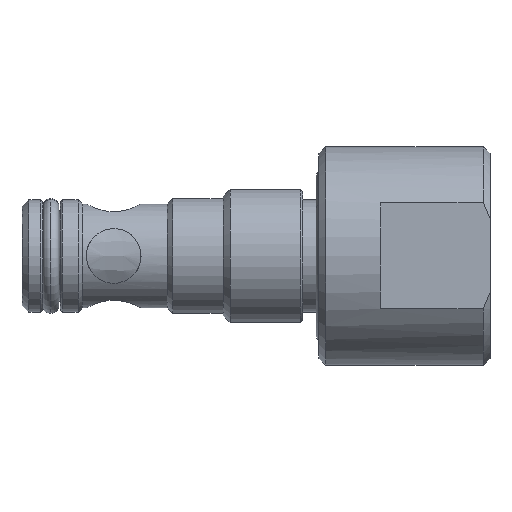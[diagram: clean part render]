
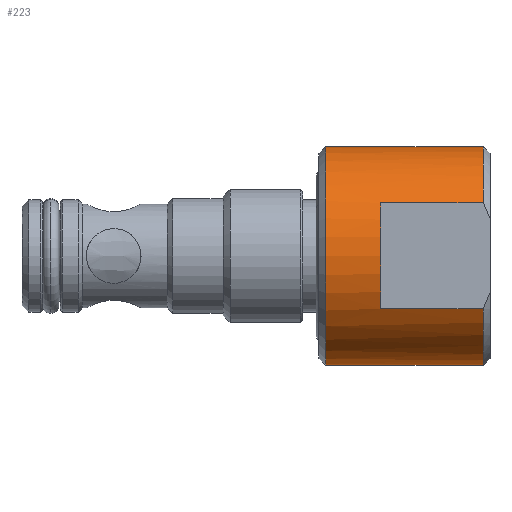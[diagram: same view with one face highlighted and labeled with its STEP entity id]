
A CAD part, top view. The second image highlights one B-rep face of the part: STEP entity #223.
In plain terms, the highlighted cylindrical face has radius 8 mm (diameter 16 mm), a partial arc.
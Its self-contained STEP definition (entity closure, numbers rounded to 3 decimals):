
#223=ADVANCED_FACE('NONE',(#584),#585,.T.);
#584=FACE_OUTER_BOUND('',#1101,.T.);
#585=CYLINDRICAL_SURFACE('',#1102,8.0);
#1101=EDGE_LOOP('',(#3176,#3177,#3178,#3179,#3180,#3181,#3182,#3183));
#1102=AXIS2_PLACEMENT_3D('',#3184,#3185,#3186);
#3176=ORIENTED_EDGE('',*,*,#4441,.T.);
#3177=ORIENTED_EDGE('',*,*,#4442,.T.);
#3178=ORIENTED_EDGE('',*,*,#4443,.T.);
#3179=ORIENTED_EDGE('',*,*,#4444,.T.);
#3180=ORIENTED_EDGE('',*,*,#4445,.F.);
#3181=ORIENTED_EDGE('',*,*,#4446,.T.);
#3182=ORIENTED_EDGE('',*,*,#4423,.T.);
#3183=ORIENTED_EDGE('',*,*,#4447,.F.);
#3184=CARTESIAN_POINT('',(0.0,0.0,0.0));
#3185=DIRECTION('',(-1.0,0.,0.));
#3186=DIRECTION('',(0.0,1.0,0.));
#4423=EDGE_CURVE('NONE',#4997,#4994,#4998,.T.);
#4441=EDGE_CURVE('NONE',#5028,#5029,#5030,.T.);
#4442=EDGE_CURVE('NONE',#5029,#5031,#5032,.T.);
#4443=EDGE_CURVE('NONE',#5031,#5033,#5034,.T.);
#4444=EDGE_CURVE('NONE',#5033,#5035,#5036,.T.);
#4445=EDGE_CURVE('NONE',#5037,#5035,#5038,.T.);
#4446=EDGE_CURVE('NONE',#5037,#4997,#5039,.T.);
#4447=EDGE_CURVE('NONE',#5028,#4994,#5040,.T.);
#4994=VERTEX_POINT('NONE',#5864);
#4997=VERTEX_POINT('NONE',#5868);
#4998=CIRCLE('',#5869,8.0);
#5028=VERTEX_POINT('NONE',#5937);
#5029=VERTEX_POINT('NONE',#5938);
#5030=CIRCLE('',#5939,8.0);
#5031=VERTEX_POINT('NONE',#5940);
#5032=LINE('',#5941,#5942);
#5033=VERTEX_POINT('NONE',#5943);
#5034=CIRCLE('',#5944,8.0);
#5035=VERTEX_POINT('NONE',#5945);
#5036=LINE('',#5946,#5947);
#5037=VERTEX_POINT('NONE',#5948);
#5038=CIRCLE('',#5949,8.0);
#5039=LINE('',#5950,#5951);
#5040=LINE('',#5952,#5953);
#5864=CARTESIAN_POINT('',(-0.5,8.0,0.));
#5868=CARTESIAN_POINT('',(-0.5,3.873,7.0));
#5869=AXIS2_PLACEMENT_3D('',#8675,#8676,#8677);
#5937=CARTESIAN_POINT('',(-12.0,8.0,0.));
#5938=CARTESIAN_POINT('',(-12.0,-8.0,0.));
#5939=AXIS2_PLACEMENT_3D('',#8698,#8699,#8700);
#5940=CARTESIAN_POINT('',(-0.5,-8.0,0.));
#5941=CARTESIAN_POINT('',(0.,-8.0,0.));
#5942=VECTOR('',#8701,1000.0);
#5943=CARTESIAN_POINT('',(-0.5,-3.873,7.0));
#5944=AXIS2_PLACEMENT_3D('',#8702,#8703,#8704);
#5945=CARTESIAN_POINT('',(-8.0,-3.873,7.0));
#5946=CARTESIAN_POINT('',(0.,-3.873,7.0));
#5947=VECTOR('',#8705,1000.0);
#5948=CARTESIAN_POINT('',(-8.0,3.873,7.0));
#5949=AXIS2_PLACEMENT_3D('',#8706,#8707,#8708);
#5950=CARTESIAN_POINT('',(0.,3.873,7.0));
#5951=VECTOR('',#8709,1000.0);
#5952=CARTESIAN_POINT('',(0.0,8.0,0.));
#5953=VECTOR('',#8710,1000.0);
#8675=CARTESIAN_POINT('',(-0.5,0.,0.));
#8676=DIRECTION('',(-1.0,0.,0.));
#8677=DIRECTION('',(0.0,-1.0,0.));
#8698=CARTESIAN_POINT('',(-12.0,0.,0.));
#8699=DIRECTION('',(1.0,0.,0.));
#8700=DIRECTION('',(0.0,1.0,0.));
#8701=DIRECTION('',(1.0,0.,0.));
#8702=CARTESIAN_POINT('',(-0.5,0.,0.));
#8703=DIRECTION('',(-1.0,0.,0.));
#8704=DIRECTION('',(0.0,-1.0,0.));
#8705=DIRECTION('',(-1.0,0.,0.));
#8706=CARTESIAN_POINT('',(-8.0,0.,0.));
#8707=DIRECTION('',(1.0,0.,0.));
#8708=DIRECTION('',(0.0,1.0,0.));
#8709=DIRECTION('',(1.0,0.,0.));
#8710=DIRECTION('',(1.0,0.,0.));
